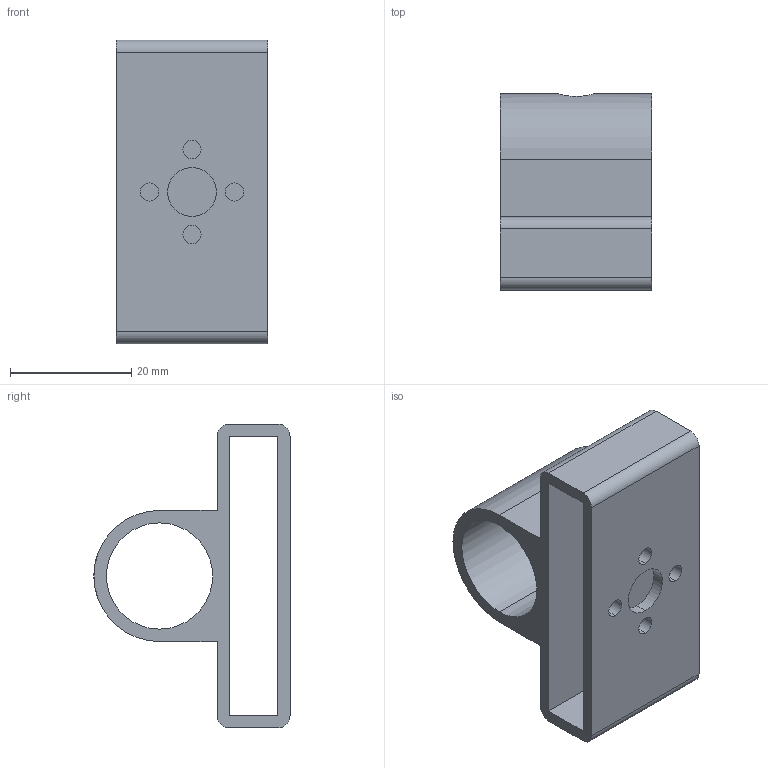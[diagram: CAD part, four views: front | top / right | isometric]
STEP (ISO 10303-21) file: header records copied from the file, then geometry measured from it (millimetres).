
FILE_DESCRIPTION (( 'STEP AP203' ), '1' );
FILE_NAME ('慾嫖捩諉諳', '2023-08-02T10:37:31', ( '' ), ( '' ), 'SwSTEP 2.0', 'SolidWorks 2023', '' );
FILE_SCHEMA (( 'CONFIG_CONTROL_DESIGN' ));
Length unit declared in the file: millimetre
Products named in the file (1): 激光笔接口
Bounding box: 25 x 32.3 x 50 mm (x, y, z)
Volume: 9195.7 mm3; surface area: 8632.2 mm2
Topology: 1 solids, 2 shells, 36 faces, 96 edges, 64 vertices
Faces by surface type: cylinder 21, plane 15
Entity records: 1359 total; most frequent: CARTESIAN_POINT 319, DIRECTION 204, ORIENTED_EDGE 192, EDGE_CURVE 96, AXIS2_PLACEMENT_3D 75, VERTEX_POINT 64, VECTOR 54, LINE 54
